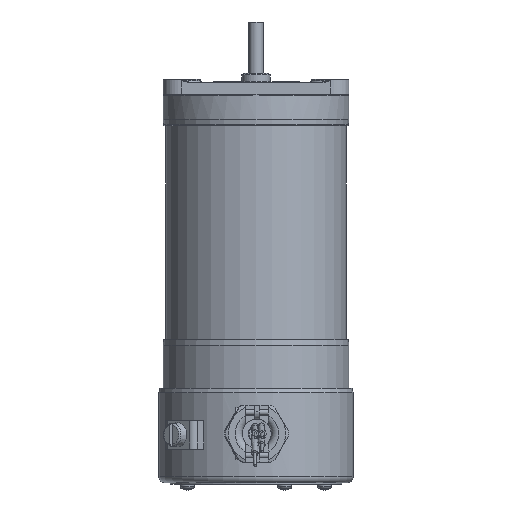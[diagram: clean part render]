
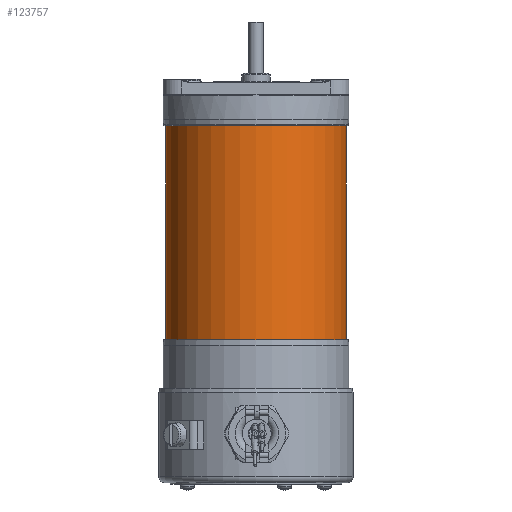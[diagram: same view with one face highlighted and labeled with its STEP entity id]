
A CAD part, front view. The second image highlights one B-rep face of the part: STEP entity #123757.
In plain terms, the highlighted cylindrical face has radius 31.5 mm (diameter 63 mm), a full revolution.
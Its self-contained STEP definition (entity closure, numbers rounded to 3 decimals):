
#123730=CARTESIAN_POINT('',(0.0,0.0,0.0));
#123731=DIRECTION('',(0.0,0.0,1.0));
#123732=DIRECTION('',(-1.0,0.0,0.0));
#123733=AXIS2_PLACEMENT_3D('',#123730,#123731,#123732);
#123734=CYLINDRICAL_SURFACE('',#123733,31.5);
#123735=CARTESIAN_POINT('',(31.5,0.,79.3));
#123736=VERTEX_POINT('',#123735);
#123737=CARTESIAN_POINT('',(0.0,0.0,79.3));
#123738=DIRECTION('',(0.0,0.0,-1.0));
#123739=DIRECTION('',(-1.0,0.0,0.0));
#123740=AXIS2_PLACEMENT_3D('',#123737,#123738,#123739);
#123741=CIRCLE('',#123740,31.5);
#123742=EDGE_CURVE('',#123736,#123736,#123741,.T.);
#123743=ORIENTED_EDGE('',*,*,#123742,.T.);
#123744=EDGE_LOOP('',(#123743));
#123745=FACE_OUTER_BOUND('',#123744,.T.);
#123746=CARTESIAN_POINT('',(31.5,0.,0.0));
#123747=VERTEX_POINT('',#123746);
#123748=CARTESIAN_POINT('',(0.0,0.0,0.0));
#123749=DIRECTION('',(0.0,0.0,-1.0));
#123750=DIRECTION('',(-1.0,0.0,0.0));
#123751=AXIS2_PLACEMENT_3D('',#123748,#123749,#123750);
#123752=CIRCLE('',#123751,31.5);
#123753=EDGE_CURVE('',#123747,#123747,#123752,.T.);
#123754=ORIENTED_EDGE('',*,*,#123753,.F.);
#123755=EDGE_LOOP('',(#123754));
#123756=FACE_BOUND('',#123755,.T.);
#123757=ADVANCED_FACE('',(#123745,#123756),#123734,.T.);
